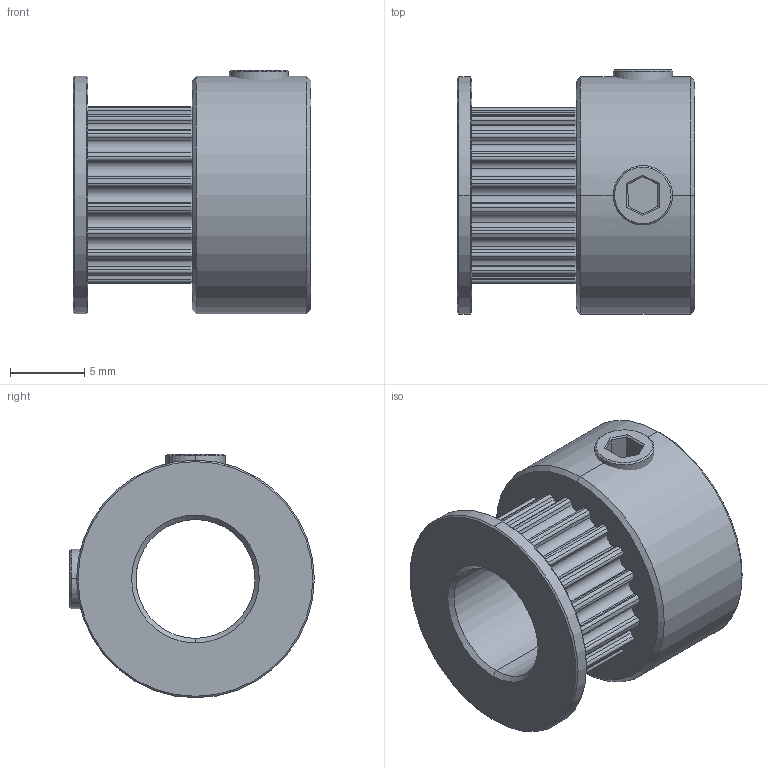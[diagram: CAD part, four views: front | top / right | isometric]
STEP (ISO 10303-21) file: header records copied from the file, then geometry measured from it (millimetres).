
FILE_DESCRIPTION (( 'STEP AP214' ), '1' );
FILE_NAME ('A121 Øêèâ GT2-20, O îòâåðñòèÿ 8 ìì.STEP', '2019-10-22T08:43:13', ( 'Windows User' ), ( '' ), 'SwSTEP 2.0', 'SolidWorks 2019', '' );
FILE_SCHEMA (( 'AUTOMOTIVE_DESIGN' ));
Length unit declared in the file: millimetre
Products named in the file (3): A121 Øêèâ GT2-20, O îòâåðñòèÿ 8 ìì; A121 Øêèâ GT2-20, O îòâåðñòèÿ 8 ìì_Žá­®¢ ; S54 妈眚 篑蜞眍忸黜 DIN 916 󊅜_M4(4)
Assembly tree (3 placements, depth 2):
  A121 Øêèâ GT2-20, O îòâåðñòèÿ 8 ìì
    A121 Øêèâ GT2-20, O îòâåðñòèÿ 8 ìì_Žá­®¢ 
    S54 妈眚 篑蜞眍忸黜 DIN 916 󊅜_M4(4)  x2
Bounding box: 16 x 16.47 x 16.4 mm (x, y, z)
Volume: 1698.9 mm3; surface area: 1912.7 mm2
Topology: 3 solids, 3 shells, 209 faces, 573 edges, 368 vertices
Faces by surface type: cylinder 153, plane 32, cone 24
Entity records: 6555 total; most frequent: CARTESIAN_POINT 1277, DIRECTION 1207, ORIENTED_EDGE 1046, EDGE_CURVE 523, AXIS2_PLACEMENT_3D 503, VERTEX_POINT 341, CIRCLE 310, LINE 201
